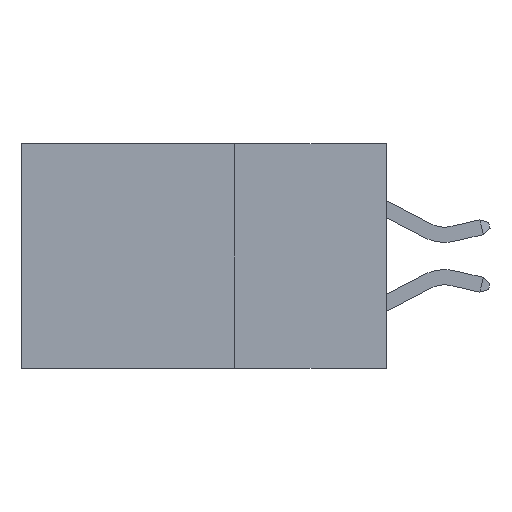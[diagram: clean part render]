
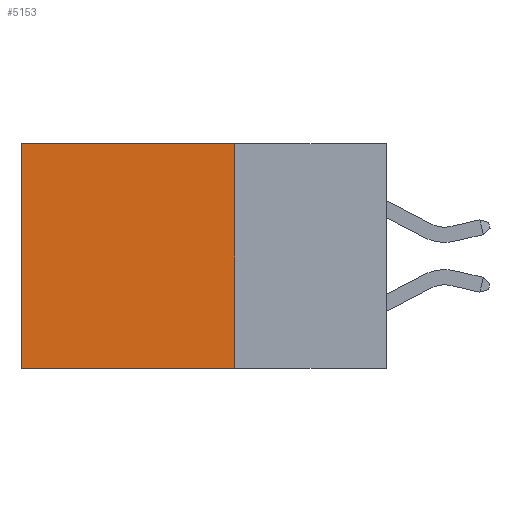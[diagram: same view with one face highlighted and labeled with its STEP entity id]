
A CAD part, left-side view. The second image highlights one B-rep face of the part: STEP entity #5153.
In plain terms, the highlighted planar face has unit normal (-1, 0, 0).
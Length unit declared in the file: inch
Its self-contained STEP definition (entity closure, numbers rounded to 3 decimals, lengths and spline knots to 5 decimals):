
#406 = CARTESIAN_POINT ( 'NONE',  ( 0.2615, 0.6, -0.37 ) ) ;
#1063 = FACE_OUTER_BOUND ( 'NONE', #6098, .T. ) ;
#1244 = EDGE_CURVE ( 'NONE', #6504, #5474, #1463, .T. ) ;
#1449 = CARTESIAN_POINT ( 'NONE',  ( 0.2615, 0.6, -0.37 ) ) ;
#1463 = LINE ( 'NONE', #4815, #13679 ) ;
#1470 = CARTESIAN_POINT ( 'NONE',  ( 0.2615, 0.25, -0.37 ) ) ;
#2113 = CARTESIAN_POINT ( 'NONE',  ( 0.2615, 0.25, 0. ) ) ;
#2624 = ORIENTED_EDGE ( 'NONE', *, *, #5340, .T. ) ;
#3414 = DIRECTION ( 'NONE',  ( 0., 0., -1. ) ) ;
#3967 = LINE ( 'NONE', #1470, #5062 ) ;
#4815 = CARTESIAN_POINT ( 'NONE',  ( 0.2615, 0.25, -0.37 ) ) ;
#5062 = VECTOR ( 'NONE', #8713, 39.37008 ) ;
#5153 = ADVANCED_FACE ( 'NONE', ( #1063 ), #5811, .F. ) ;
#5340 = EDGE_CURVE ( 'NONE', #14843, #12882, #8461, .T. ) ;
#5474 = VERTEX_POINT ( 'NONE', #6347 ) ;
#5811 = PLANE ( 'NONE',  #12041 ) ;
#5887 = CARTESIAN_POINT ( 'NONE',  ( 0.2615, 0.25, -0.37 ) ) ;
#5974 = ORIENTED_EDGE ( 'NONE', *, *, #1244, .F. ) ;
#6098 = EDGE_LOOP ( 'NONE', ( #2624, #6770, #5974, #13806 ) ) ;
#6347 = CARTESIAN_POINT ( 'NONE',  ( 0.2615, 0.25, -0.37 ) ) ;
#6504 = VERTEX_POINT ( 'NONE', #2113 ) ;
#6770 = ORIENTED_EDGE ( 'NONE', *, *, #11697, .F. ) ;
#7074 = DIRECTION ( 'NONE',  ( 0., 0., -1. ) ) ;
#7343 = CARTESIAN_POINT ( 'NONE',  ( 0.2615, 0.6, 0. ) ) ;
#8461 = LINE ( 'NONE', #1449, #14312 ) ;
#8713 = DIRECTION ( 'NONE',  ( 0., 1., 0. ) ) ;
#8796 = VECTOR ( 'NONE', #10687, 39.37008 ) ;
#10501 = DIRECTION ( 'NONE',  ( 1., 0., 0. ) ) ;
#10687 = DIRECTION ( 'NONE',  ( 0., 1., 0. ) ) ;
#11060 = EDGE_CURVE ( 'NONE', #6504, #14843, #14291, .T. ) ;
#11697 = EDGE_CURVE ( 'NONE', #5474, #12882, #3967, .T. ) ;
#12041 = AXIS2_PLACEMENT_3D ( 'NONE', #5887, #10501, #3414 ) ;
#12882 = VERTEX_POINT ( 'NONE', #406 ) ;
#12973 = CARTESIAN_POINT ( 'NONE',  ( 0.2615, 0.25, 0. ) ) ;
#13475 = DIRECTION ( 'NONE',  ( 0., 0., -1. ) ) ;
#13679 = VECTOR ( 'NONE', #7074, 39.37008 ) ;
#13806 = ORIENTED_EDGE ( 'NONE', *, *, #11060, .T. ) ;
#14291 = LINE ( 'NONE', #12973, #8796 ) ;
#14312 = VECTOR ( 'NONE', #13475, 39.37008 ) ;
#14843 = VERTEX_POINT ( 'NONE', #7343 ) ;
